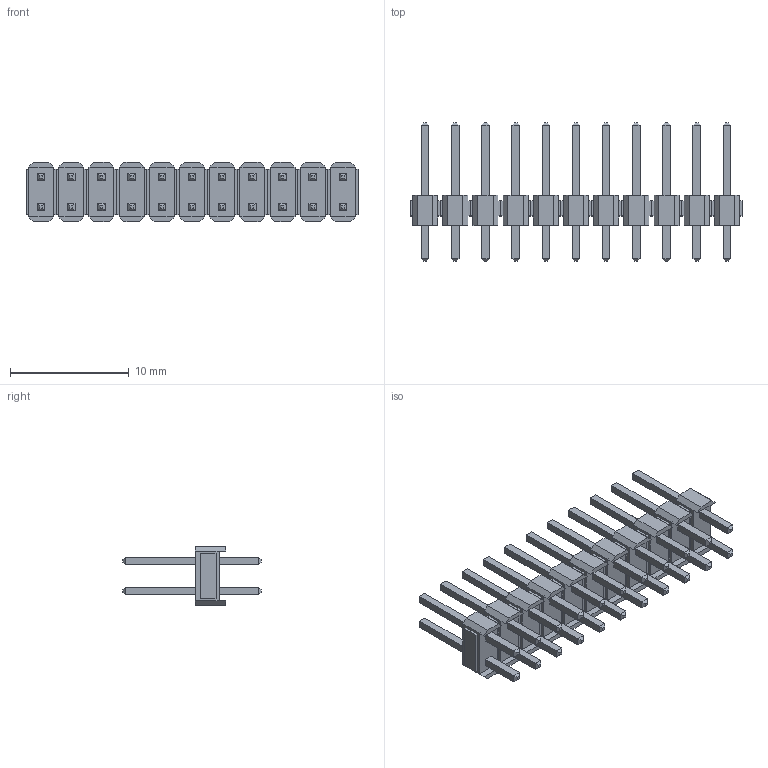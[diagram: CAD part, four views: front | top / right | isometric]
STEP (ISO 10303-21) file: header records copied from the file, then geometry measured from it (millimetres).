
FILE_DESCRIPTION (( 'STEP AP214' ), '1' );
FILE_NAME ('PLD-22.STEP', '2019-06-28T08:54:57', ( '' ), ( '' ), 'SwSTEP 2.0', 'SolidWorks 2018', '' );
FILE_SCHEMA (( 'AUTOMOTIVE_DESIGN' ));
Length unit declared in the file: millimetre
Products named in the file (1): PLD-22
Bounding box: 27.94 x 11.64 x 5 mm (x, y, z)
Volume: 341 mm3; surface area: 1145.8 mm2
Topology: 11 solids, 11 shells, 660 faces, 1496 edges, 924 vertices
Faces by surface type: plane 660
Entity records: 25164 total; most frequent: CARTESIAN_POINT 3081, ORIENTED_EDGE 2992, DIRECTION 2818, EDGE_CURVE 1496, LINE 1496, VECTOR 1496, VERTEX_POINT 924, EDGE_LOOP 726
